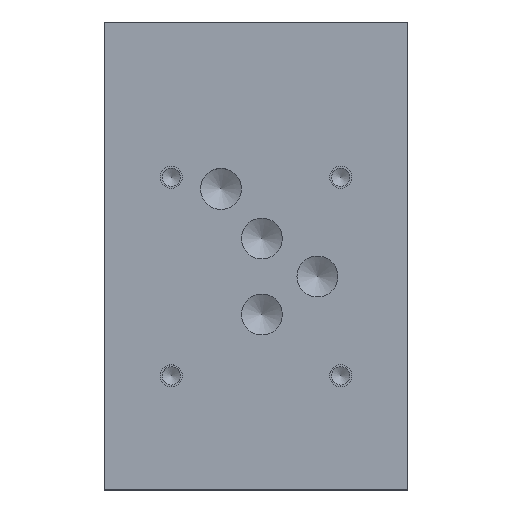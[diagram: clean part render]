
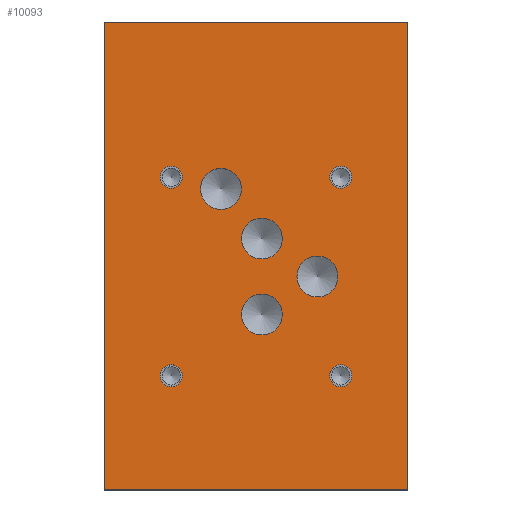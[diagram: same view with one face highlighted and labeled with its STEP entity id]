
A CAD part, top view. The second image highlights one B-rep face of the part: STEP entity #10093.
In plain terms, the highlighted planar face has unit normal (0, 0, 1).
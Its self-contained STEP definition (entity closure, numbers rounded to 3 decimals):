
#207=CIRCLE('',#10594,5.556);
#208=CIRCLE('',#10595,5.556);
#211=CIRCLE('',#10600,5.556);
#212=CIRCLE('',#10601,5.556);
#215=CIRCLE('',#10606,5.563);
#216=CIRCLE('',#10607,5.563);
#219=CIRCLE('',#10612,5.563);
#220=CIRCLE('',#10613,5.563);
#226=CIRCLE('',#10622,2.997);
#227=CIRCLE('',#10623,2.997);
#233=CIRCLE('',#10633,2.997);
#234=CIRCLE('',#10634,2.997);
#240=CIRCLE('',#10644,2.997);
#241=CIRCLE('',#10645,2.997);
#247=CIRCLE('',#10655,2.997);
#248=CIRCLE('',#10656,2.997);
#318=FACE_BOUND('',#1740,.T.);
#319=FACE_BOUND('',#1741,.T.);
#320=FACE_BOUND('',#1742,.T.);
#321=FACE_BOUND('',#1743,.T.);
#322=FACE_BOUND('',#1744,.T.);
#323=FACE_BOUND('',#1745,.T.);
#324=FACE_BOUND('',#1746,.T.);
#325=FACE_BOUND('',#1747,.T.);
#644=PLANE('',#10662);
#1157=FACE_OUTER_BOUND('',#1739,.T.);
#1739=EDGE_LOOP('',(#9027,#9028,#9029,#9030));
#1740=EDGE_LOOP('',(#9031,#9032));
#1741=EDGE_LOOP('',(#9033,#9034));
#1742=EDGE_LOOP('',(#9035,#9036));
#1743=EDGE_LOOP('',(#9037,#9038));
#1744=EDGE_LOOP('',(#9039,#9040));
#1745=EDGE_LOOP('',(#9041,#9042));
#1746=EDGE_LOOP('',(#9043,#9044));
#1747=EDGE_LOOP('',(#9045,#9046));
#1783=LINE('',#12955,#2753);
#1843=LINE('',#13230,#2813);
#2194=LINE('',#15436,#3164);
#2718=LINE('',#17218,#3688);
#2753=VECTOR('',#10720,10.);
#2813=VECTOR('',#10834,10.);
#3164=VECTOR('',#11399,10.);
#3688=VECTOR('',#12737,10.);
#3973=VERTEX_POINT('',#12952);
#3974=VERTEX_POINT('',#12954);
#4033=VERTEX_POINT('',#13227);
#4034=VERTEX_POINT('',#13229);
#4841=VERTEX_POINT('',#17083);
#4842=VERTEX_POINT('',#17084);
#4846=VERTEX_POINT('',#17096);
#4847=VERTEX_POINT('',#17097);
#4851=VERTEX_POINT('',#17109);
#4852=VERTEX_POINT('',#17110);
#4856=VERTEX_POINT('',#17122);
#4857=VERTEX_POINT('',#17123);
#4864=VERTEX_POINT('',#17142);
#4865=VERTEX_POINT('',#17143);
#4872=VERTEX_POINT('',#17164);
#4873=VERTEX_POINT('',#17165);
#4880=VERTEX_POINT('',#17186);
#4881=VERTEX_POINT('',#17187);
#4888=VERTEX_POINT('',#17208);
#4889=VERTEX_POINT('',#17209);
#4940=EDGE_CURVE('',#3974,#3973,#1783,.T.);
#5024=EDGE_CURVE('',#4034,#4033,#1843,.T.);
#5557=EDGE_CURVE('',#4033,#3974,#2194,.T.);
#6214=EDGE_CURVE('',#4841,#4842,#207,.T.);
#6215=EDGE_CURVE('',#4842,#4841,#208,.T.);
#6220=EDGE_CURVE('',#4846,#4847,#211,.T.);
#6221=EDGE_CURVE('',#4847,#4846,#212,.T.);
#6226=EDGE_CURVE('',#4851,#4852,#215,.T.);
#6227=EDGE_CURVE('',#4852,#4851,#216,.T.);
#6232=EDGE_CURVE('',#4856,#4857,#219,.T.);
#6233=EDGE_CURVE('',#4857,#4856,#220,.T.);
#6241=EDGE_CURVE('',#4864,#4865,#226,.T.);
#6242=EDGE_CURVE('',#4865,#4864,#227,.T.);
#6251=EDGE_CURVE('',#4872,#4873,#233,.T.);
#6252=EDGE_CURVE('',#4873,#4872,#234,.T.);
#6261=EDGE_CURVE('',#4880,#4881,#240,.T.);
#6262=EDGE_CURVE('',#4881,#4880,#241,.T.);
#6271=EDGE_CURVE('',#4888,#4889,#247,.T.);
#6272=EDGE_CURVE('',#4889,#4888,#248,.T.);
#6276=EDGE_CURVE('',#3973,#4034,#2718,.T.);
#9027=ORIENTED_EDGE('',*,*,#5557,.T.);
#9028=ORIENTED_EDGE('',*,*,#4940,.T.);
#9029=ORIENTED_EDGE('',*,*,#6276,.T.);
#9030=ORIENTED_EDGE('',*,*,#5024,.T.);
#9031=ORIENTED_EDGE('',*,*,#6214,.T.);
#9032=ORIENTED_EDGE('',*,*,#6215,.T.);
#9033=ORIENTED_EDGE('',*,*,#6220,.T.);
#9034=ORIENTED_EDGE('',*,*,#6221,.T.);
#9035=ORIENTED_EDGE('',*,*,#6226,.T.);
#9036=ORIENTED_EDGE('',*,*,#6227,.T.);
#9037=ORIENTED_EDGE('',*,*,#6232,.T.);
#9038=ORIENTED_EDGE('',*,*,#6233,.T.);
#9039=ORIENTED_EDGE('',*,*,#6241,.T.);
#9040=ORIENTED_EDGE('',*,*,#6242,.T.);
#9041=ORIENTED_EDGE('',*,*,#6251,.T.);
#9042=ORIENTED_EDGE('',*,*,#6252,.T.);
#9043=ORIENTED_EDGE('',*,*,#6261,.T.);
#9044=ORIENTED_EDGE('',*,*,#6262,.T.);
#9045=ORIENTED_EDGE('',*,*,#6271,.T.);
#9046=ORIENTED_EDGE('',*,*,#6272,.T.);
#10093=ADVANCED_FACE('',(#1157,#318,#319,#320,#321,#322,#323,#324,#325),
#644,.T.);
#10594=AXIS2_PLACEMENT_3D('',#17085,#12585,#12586);
#10595=AXIS2_PLACEMENT_3D('',#17086,#12587,#12588);
#10600=AXIS2_PLACEMENT_3D('',#17098,#12599,#12600);
#10601=AXIS2_PLACEMENT_3D('',#17099,#12601,#12602);
#10606=AXIS2_PLACEMENT_3D('',#17111,#12613,#12614);
#10607=AXIS2_PLACEMENT_3D('',#17112,#12615,#12616);
#10612=AXIS2_PLACEMENT_3D('',#17124,#12627,#12628);
#10613=AXIS2_PLACEMENT_3D('',#17125,#12629,#12630);
#10622=AXIS2_PLACEMENT_3D('',#17144,#12649,#12650);
#10623=AXIS2_PLACEMENT_3D('',#17145,#12651,#12652);
#10633=AXIS2_PLACEMENT_3D('',#17166,#12674,#12675);
#10634=AXIS2_PLACEMENT_3D('',#17167,#12676,#12677);
#10644=AXIS2_PLACEMENT_3D('',#17188,#12699,#12700);
#10645=AXIS2_PLACEMENT_3D('',#17189,#12701,#12702);
#10655=AXIS2_PLACEMENT_3D('',#17210,#12724,#12725);
#10656=AXIS2_PLACEMENT_3D('',#17211,#12726,#12727);
#10662=AXIS2_PLACEMENT_3D('',#17221,#12742,#12743);
#10720=DIRECTION('',(0.,1.,0.));
#10834=DIRECTION('',(0.,-1.,0.));
#11399=DIRECTION('',(1.,0.,0.));
#12585=DIRECTION('center_axis',(0.,0.,-1.));
#12586=DIRECTION('ref_axis',(1.,0.,0.));
#12587=DIRECTION('center_axis',(0.,0.,-1.));
#12588=DIRECTION('ref_axis',(1.,0.,0.));
#12599=DIRECTION('center_axis',(0.,0.,-1.));
#12600=DIRECTION('ref_axis',(1.,0.,0.));
#12601=DIRECTION('center_axis',(0.,0.,-1.));
#12602=DIRECTION('ref_axis',(1.,0.,0.));
#12613=DIRECTION('center_axis',(0.,0.,-1.));
#12614=DIRECTION('ref_axis',(1.,0.,0.));
#12615=DIRECTION('center_axis',(0.,0.,-1.));
#12616=DIRECTION('ref_axis',(1.,0.,0.));
#12627=DIRECTION('center_axis',(0.,0.,-1.));
#12628=DIRECTION('ref_axis',(1.,0.,0.));
#12629=DIRECTION('center_axis',(0.,0.,-1.));
#12630=DIRECTION('ref_axis',(1.,0.,0.));
#12649=DIRECTION('center_axis',(0.,0.,-1.));
#12650=DIRECTION('ref_axis',(1.,0.,0.));
#12651=DIRECTION('center_axis',(0.,0.,-1.));
#12652=DIRECTION('ref_axis',(1.,0.,0.));
#12674=DIRECTION('center_axis',(0.,0.,-1.));
#12675=DIRECTION('ref_axis',(1.,0.,0.));
#12676=DIRECTION('center_axis',(0.,0.,-1.));
#12677=DIRECTION('ref_axis',(1.,0.,0.));
#12699=DIRECTION('center_axis',(0.,0.,-1.));
#12700=DIRECTION('ref_axis',(1.,0.,0.));
#12701=DIRECTION('center_axis',(0.,0.,-1.));
#12702=DIRECTION('ref_axis',(1.,0.,0.));
#12724=DIRECTION('center_axis',(0.,0.,-1.));
#12725=DIRECTION('ref_axis',(1.,0.,0.));
#12726=DIRECTION('center_axis',(0.,0.,-1.));
#12727=DIRECTION('ref_axis',(1.,0.,0.));
#12737=DIRECTION('',(-1.,0.,0.));
#12742=DIRECTION('center_axis',(0.,0.,1.));
#12743=DIRECTION('ref_axis',(1.,0.,0.));
#12952=CARTESIAN_POINT('',(82.55,127.,101.6));
#12954=CARTESIAN_POINT('',(82.55,0.,101.6));
#12955=CARTESIAN_POINT('',(82.55,0.,101.6));
#13227=CARTESIAN_POINT('',(0.,0.,101.6));
#13229=CARTESIAN_POINT('',(0.,127.,101.6));
#13230=CARTESIAN_POINT('',(0.,127.,101.6));
#15436=CARTESIAN_POINT('',(0.,0.,101.6));
#17083=CARTESIAN_POINT('',(48.419,68.153,101.6));
#17084=CARTESIAN_POINT('',(37.306,68.153,101.6));
#17085=CARTESIAN_POINT('Origin',(42.863,68.153,101.6));
#17086=CARTESIAN_POINT('Origin',(42.863,68.153,101.6));
#17096=CARTESIAN_POINT('',(48.424,47.518,101.6));
#17097=CARTESIAN_POINT('',(37.311,47.518,101.6));
#17098=CARTESIAN_POINT('Origin',(42.868,47.518,101.6));
#17099=CARTESIAN_POINT('Origin',(42.868,47.518,101.6));
#17109=CARTESIAN_POINT('',(63.525,57.836,101.6));
#17110=CARTESIAN_POINT('',(52.4,57.836,101.6));
#17111=CARTESIAN_POINT('Origin',(57.963,57.836,101.6));
#17112=CARTESIAN_POINT('Origin',(57.963,57.836,101.6));
#17122=CARTESIAN_POINT('',(37.313,81.661,101.6));
#17123=CARTESIAN_POINT('',(26.187,81.661,101.6));
#17124=CARTESIAN_POINT('Origin',(31.75,81.661,101.6));
#17125=CARTESIAN_POINT('Origin',(31.75,81.661,101.6));
#17142=CARTESIAN_POINT('',(67.285,30.874,101.6));
#17143=CARTESIAN_POINT('',(61.29,30.874,101.6));
#17144=CARTESIAN_POINT('Origin',(64.287,30.874,101.6));
#17145=CARTESIAN_POINT('Origin',(64.287,30.874,101.6));
#17164=CARTESIAN_POINT('',(67.285,84.836,101.6));
#17165=CARTESIAN_POINT('',(61.29,84.836,101.6));
#17166=CARTESIAN_POINT('Origin',(64.287,84.836,101.6));
#17167=CARTESIAN_POINT('Origin',(64.287,84.836,101.6));
#17186=CARTESIAN_POINT('',(21.234,30.861,101.6));
#17187=CARTESIAN_POINT('',(15.24,30.861,101.6));
#17188=CARTESIAN_POINT('Origin',(18.237,30.861,101.6));
#17189=CARTESIAN_POINT('Origin',(18.237,30.861,101.6));
#17208=CARTESIAN_POINT('',(21.234,84.836,101.6));
#17209=CARTESIAN_POINT('',(15.24,84.836,101.6));
#17210=CARTESIAN_POINT('Origin',(18.237,84.836,101.6));
#17211=CARTESIAN_POINT('Origin',(18.237,84.836,101.6));
#17218=CARTESIAN_POINT('',(82.55,127.,101.6));
#17221=CARTESIAN_POINT('Origin',(41.275,63.5,101.6));
